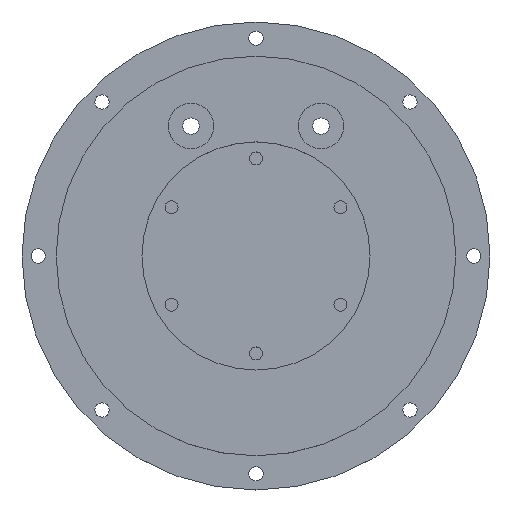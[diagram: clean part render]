
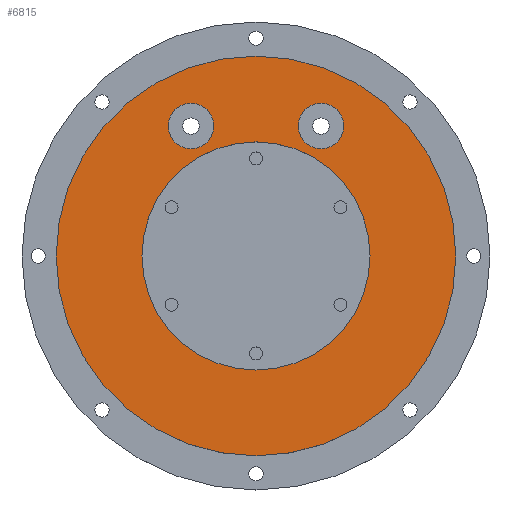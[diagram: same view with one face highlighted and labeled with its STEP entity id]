
A CAD part, top view. The second image highlights one B-rep face of the part: STEP entity #6815.
In plain terms, the highlighted planar face has unit normal (0, 0, 1).
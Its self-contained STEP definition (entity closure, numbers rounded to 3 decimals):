
#5231 = CYLINDRICAL_SURFACE('',#5232,61.5);
#5232 = AXIS2_PLACEMENT_3D('',#5233,#5234,#5235);
#5233 = CARTESIAN_POINT('',(0.,0.,17.));
#5234 = DIRECTION('',(0.,0.,-1.));
#5235 = DIRECTION('',(1.,0.,0.));
#6531 = VERTEX_POINT('',#6532);
#6532 = CARTESIAN_POINT('',(61.5,0.,20.));
#6553 = EDGE_CURVE('',#6531,#6531,#6554,.T.);
#6554 = SURFACE_CURVE('',#6555,(#6560,#6567),.PCURVE_S1.);
#6555 = CIRCLE('',#6556,61.5);
#6556 = AXIS2_PLACEMENT_3D('',#6557,#6558,#6559);
#6557 = CARTESIAN_POINT('',(0.,0.,20.));
#6558 = DIRECTION('',(0.,0.,1.));
#6559 = DIRECTION('',(1.,0.,0.));
#6560 = PCURVE('',#5231,#6561);
#6561 = DEFINITIONAL_REPRESENTATION('',(#6562),#6566);
#6562 = LINE('',#6563,#6564);
#6563 = CARTESIAN_POINT('',(0.,-3.));
#6564 = VECTOR('',#6565,1.);
#6565 = DIRECTION('',(-1.,0.));
#6566 = ( GEOMETRIC_REPRESENTATION_CONTEXT(2) 
PARAMETRIC_REPRESENTATION_CONTEXT() REPRESENTATION_CONTEXT('2D SPACE',''
  ) );
#6567 = PCURVE('',#6568,#6573);
#6568 = PLANE('',#6569);
#6569 = AXIS2_PLACEMENT_3D('',#6570,#6571,#6572);
#6570 = CARTESIAN_POINT('',(61.5,0.,20.));
#6571 = DIRECTION('',(0.,0.,-1.));
#6572 = DIRECTION('',(-1.,0.,0.));
#6573 = DEFINITIONAL_REPRESENTATION('',(#6574),#6582);
#6574 = ( BOUNDED_CURVE() B_SPLINE_CURVE(2,(#6575,#6576,#6577,#6578,
#6579,#6580,#6581),.UNSPECIFIED.,.F.,.F.) B_SPLINE_CURVE_WITH_KNOTS((1,2
    ,2,2,2,1),(-2.094,0.,2.094,4.189,
6.283,8.378),.UNSPECIFIED.) CURVE() 
GEOMETRIC_REPRESENTATION_ITEM() RATIONAL_B_SPLINE_CURVE((1.,0.5,1.,0.5,
1.,0.5,1.)) REPRESENTATION_ITEM('') );
#6575 = CARTESIAN_POINT('',(0.,0.));
#6576 = CARTESIAN_POINT('',(0.,106.521));
#6577 = CARTESIAN_POINT('',(92.25,53.261));
#6578 = CARTESIAN_POINT('',(184.5,0.));
#6579 = CARTESIAN_POINT('',(92.25,-53.261));
#6580 = CARTESIAN_POINT('',(0.,-106.521));
#6581 = CARTESIAN_POINT('',(0.,0.));
#6582 = ( GEOMETRIC_REPRESENTATION_CONTEXT(2) 
PARAMETRIC_REPRESENTATION_CONTEXT() REPRESENTATION_CONTEXT('2D SPACE',''
  ) );
#6815 = ADVANCED_FACE('',(#6816,#6819,#6854,#6889),#6568,.F.);
#6816 = FACE_BOUND('',#6817,.F.);
#6817 = EDGE_LOOP('',(#6818));
#6818 = ORIENTED_EDGE('',*,*,#6553,.F.);
#6819 = FACE_BOUND('',#6820,.F.);
#6820 = EDGE_LOOP('',(#6821));
#6821 = ORIENTED_EDGE('',*,*,#6822,.T.);
#6822 = EDGE_CURVE('',#6823,#6823,#6825,.T.);
#6823 = VERTEX_POINT('',#6824);
#6824 = CARTESIAN_POINT('',(27.,40.,20.));
#6825 = SURFACE_CURVE('',#6826,(#6831,#6842),.PCURVE_S1.);
#6826 = CIRCLE('',#6827,7.);
#6827 = AXIS2_PLACEMENT_3D('',#6828,#6829,#6830);
#6828 = CARTESIAN_POINT('',(20.,40.,20.));
#6829 = DIRECTION('',(0.,0.,1.));
#6830 = DIRECTION('',(1.,0.,0.));
#6831 = PCURVE('',#6568,#6832);
#6832 = DEFINITIONAL_REPRESENTATION('',(#6833),#6841);
#6833 = ( BOUNDED_CURVE() B_SPLINE_CURVE(2,(#6834,#6835,#6836,#6837,
#6838,#6839,#6840),.UNSPECIFIED.,.T.,.F.) B_SPLINE_CURVE_WITH_KNOTS((1,2
    ,2,2,2,1),(-2.094,0.,2.094,4.189,
6.283,8.378),.UNSPECIFIED.) CURVE() 
GEOMETRIC_REPRESENTATION_ITEM() RATIONAL_B_SPLINE_CURVE((1.,0.5,1.,0.5,
1.,0.5,1.)) REPRESENTATION_ITEM('') );
#6834 = CARTESIAN_POINT('',(34.5,40.));
#6835 = CARTESIAN_POINT('',(34.5,52.124));
#6836 = CARTESIAN_POINT('',(45.,46.062));
#6837 = CARTESIAN_POINT('',(55.5,40.));
#6838 = CARTESIAN_POINT('',(45.,33.938));
#6839 = CARTESIAN_POINT('',(34.5,27.876));
#6840 = CARTESIAN_POINT('',(34.5,40.));
#6841 = ( GEOMETRIC_REPRESENTATION_CONTEXT(2) 
PARAMETRIC_REPRESENTATION_CONTEXT() REPRESENTATION_CONTEXT('2D SPACE',''
  ) );
#6842 = PCURVE('',#6843,#6848);
#6843 = CYLINDRICAL_SURFACE('',#6844,7.);
#6844 = AXIS2_PLACEMENT_3D('',#6845,#6846,#6847);
#6845 = CARTESIAN_POINT('',(20.,40.,20.));
#6846 = DIRECTION('',(0.,0.,1.));
#6847 = DIRECTION('',(1.,0.,0.));
#6848 = DEFINITIONAL_REPRESENTATION('',(#6849),#6853);
#6849 = LINE('',#6850,#6851);
#6850 = CARTESIAN_POINT('',(0.,0.));
#6851 = VECTOR('',#6852,1.);
#6852 = DIRECTION('',(1.,0.));
#6853 = ( GEOMETRIC_REPRESENTATION_CONTEXT(2) 
PARAMETRIC_REPRESENTATION_CONTEXT() REPRESENTATION_CONTEXT('2D SPACE',''
  ) );
#6854 = FACE_BOUND('',#6855,.F.);
#6855 = EDGE_LOOP('',(#6856));
#6856 = ORIENTED_EDGE('',*,*,#6857,.T.);
#6857 = EDGE_CURVE('',#6858,#6858,#6860,.T.);
#6858 = VERTEX_POINT('',#6859);
#6859 = CARTESIAN_POINT('',(35.1,0.,20.));
#6860 = SURFACE_CURVE('',#6861,(#6866,#6877),.PCURVE_S1.);
#6861 = CIRCLE('',#6862,35.1);
#6862 = AXIS2_PLACEMENT_3D('',#6863,#6864,#6865);
#6863 = CARTESIAN_POINT('',(0.,0.,20.));
#6864 = DIRECTION('',(0.,0.,1.));
#6865 = DIRECTION('',(1.,0.,0.));
#6866 = PCURVE('',#6568,#6867);
#6867 = DEFINITIONAL_REPRESENTATION('',(#6868),#6876);
#6868 = ( BOUNDED_CURVE() B_SPLINE_CURVE(2,(#6869,#6870,#6871,#6872,
#6873,#6874,#6875),.UNSPECIFIED.,.F.,.F.) B_SPLINE_CURVE_WITH_KNOTS((1,2
    ,2,2,2,1),(-2.094,0.,2.094,4.189,
6.283,8.378),.UNSPECIFIED.) CURVE() 
GEOMETRIC_REPRESENTATION_ITEM() RATIONAL_B_SPLINE_CURVE((1.,0.5,1.,0.5,
1.,0.5,1.)) REPRESENTATION_ITEM('') );
#6869 = CARTESIAN_POINT('',(26.4,0.));
#6870 = CARTESIAN_POINT('',(26.4,60.795));
#6871 = CARTESIAN_POINT('',(79.05,30.397));
#6872 = CARTESIAN_POINT('',(131.7,0.));
#6873 = CARTESIAN_POINT('',(79.05,-30.397));
#6874 = CARTESIAN_POINT('',(26.4,-60.795));
#6875 = CARTESIAN_POINT('',(26.4,0.));
#6876 = ( GEOMETRIC_REPRESENTATION_CONTEXT(2) 
PARAMETRIC_REPRESENTATION_CONTEXT() REPRESENTATION_CONTEXT('2D SPACE',''
  ) );
#6877 = PCURVE('',#6878,#6883);
#6878 = CYLINDRICAL_SURFACE('',#6879,35.1);
#6879 = AXIS2_PLACEMENT_3D('',#6880,#6881,#6882);
#6880 = CARTESIAN_POINT('',(0.,0.,20.));
#6881 = DIRECTION('',(0.,0.,1.));
#6882 = DIRECTION('',(1.,0.,0.));
#6883 = DEFINITIONAL_REPRESENTATION('',(#6884),#6888);
#6884 = LINE('',#6885,#6886);
#6885 = CARTESIAN_POINT('',(0.,0.));
#6886 = VECTOR('',#6887,1.);
#6887 = DIRECTION('',(1.,0.));
#6888 = ( GEOMETRIC_REPRESENTATION_CONTEXT(2) 
PARAMETRIC_REPRESENTATION_CONTEXT() REPRESENTATION_CONTEXT('2D SPACE',''
  ) );
#6889 = FACE_BOUND('',#6890,.F.);
#6890 = EDGE_LOOP('',(#6891));
#6891 = ORIENTED_EDGE('',*,*,#6892,.T.);
#6892 = EDGE_CURVE('',#6893,#6893,#6895,.T.);
#6893 = VERTEX_POINT('',#6894);
#6894 = CARTESIAN_POINT('',(-13.,40.,20.));
#6895 = SURFACE_CURVE('',#6896,(#6901,#6912),.PCURVE_S1.);
#6896 = CIRCLE('',#6897,7.);
#6897 = AXIS2_PLACEMENT_3D('',#6898,#6899,#6900);
#6898 = CARTESIAN_POINT('',(-20.,40.,20.));
#6899 = DIRECTION('',(0.,0.,1.));
#6900 = DIRECTION('',(1.,0.,0.));
#6901 = PCURVE('',#6568,#6902);
#6902 = DEFINITIONAL_REPRESENTATION('',(#6903),#6911);
#6903 = ( BOUNDED_CURVE() B_SPLINE_CURVE(2,(#6904,#6905,#6906,#6907,
#6908,#6909,#6910),.UNSPECIFIED.,.T.,.F.) B_SPLINE_CURVE_WITH_KNOTS((1,2
    ,2,2,2,1),(-2.094,0.,2.094,4.189,
6.283,8.378),.UNSPECIFIED.) CURVE() 
GEOMETRIC_REPRESENTATION_ITEM() RATIONAL_B_SPLINE_CURVE((1.,0.5,1.,0.5,
1.,0.5,1.)) REPRESENTATION_ITEM('') );
#6904 = CARTESIAN_POINT('',(74.5,40.));
#6905 = CARTESIAN_POINT('',(74.5,52.124));
#6906 = CARTESIAN_POINT('',(85.,46.062));
#6907 = CARTESIAN_POINT('',(95.5,40.));
#6908 = CARTESIAN_POINT('',(85.,33.938));
#6909 = CARTESIAN_POINT('',(74.5,27.876));
#6910 = CARTESIAN_POINT('',(74.5,40.));
#6911 = ( GEOMETRIC_REPRESENTATION_CONTEXT(2) 
PARAMETRIC_REPRESENTATION_CONTEXT() REPRESENTATION_CONTEXT('2D SPACE',''
  ) );
#6912 = PCURVE('',#6913,#6918);
#6913 = CYLINDRICAL_SURFACE('',#6914,7.);
#6914 = AXIS2_PLACEMENT_3D('',#6915,#6916,#6917);
#6915 = CARTESIAN_POINT('',(-20.,40.,20.));
#6916 = DIRECTION('',(0.,0.,1.));
#6917 = DIRECTION('',(1.,0.,0.));
#6918 = DEFINITIONAL_REPRESENTATION('',(#6919),#6923);
#6919 = LINE('',#6920,#6921);
#6920 = CARTESIAN_POINT('',(0.,0.));
#6921 = VECTOR('',#6922,1.);
#6922 = DIRECTION('',(1.,0.));
#6923 = ( GEOMETRIC_REPRESENTATION_CONTEXT(2) 
PARAMETRIC_REPRESENTATION_CONTEXT() REPRESENTATION_CONTEXT('2D SPACE',''
  ) );
